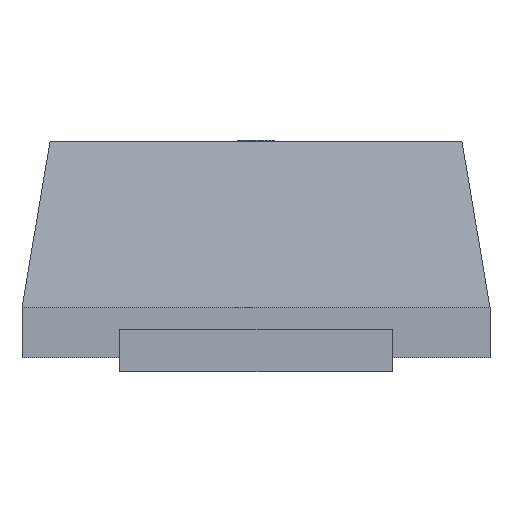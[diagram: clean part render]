
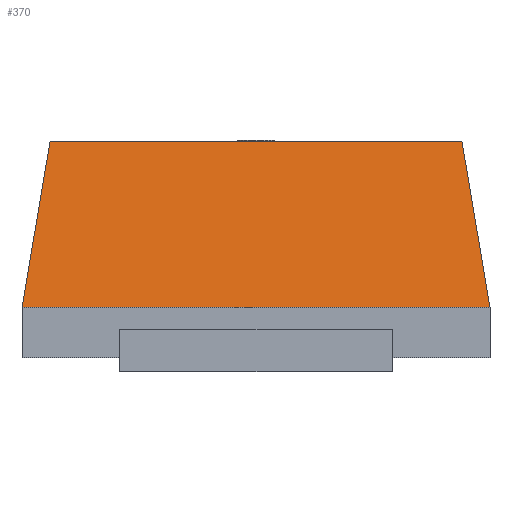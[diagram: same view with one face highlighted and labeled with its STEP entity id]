
A CAD part, left-side view. The second image highlights one B-rep face of the part: STEP entity #370.
In plain terms, the highlighted planar face has unit normal (-0.986, 0, 0.166).
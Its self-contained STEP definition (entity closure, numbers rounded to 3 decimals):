
#370=ADVANCED_FACE($,(#376),#371,.F.);
#371=PLANE($,#372);
#372=AXIS2_PLACEMENT_3D($,#373,#374,#375);
#373=CARTESIAN_POINT('Origin',(-1.346,0.851,0.234));
#374=DIRECTION('center_axis',(0.986,0.0,-0.166));
#375=DIRECTION('ref_axis',(0.,0.,1.));
#376=FACE_OUTER_BOUND($,#377,.T.);
#377=EDGE_LOOP($,(#378,#388,#398,#408));
#378=ORIENTED_EDGE($,*,*,#379,.F.);
#379=EDGE_CURVE($,#380,#382,#384,.T.);
#380=VERTEX_POINT($,#381);
#381=CARTESIAN_POINT('',(-1.346,-0.851,0.234));
#382=VERTEX_POINT($,#383);
#383=CARTESIAN_POINT('',(-1.346,0.851,0.234));
#384=LINE($,#385,#386);
#385=CARTESIAN_POINT($,(-1.346,-0.851,0.234));
#386=VECTOR($,#387,1.702);
#387=DIRECTION($,(0.0,1.0,0.0));
#388=ORIENTED_EDGE($,*,*,#389,.F.);
#389=EDGE_CURVE($,#390,#392,#394,.T.);
#390=VERTEX_POINT($,#391);
#391=CARTESIAN_POINT('',(-1.245,-0.749,0.838));
#392=VERTEX_POINT($,#381);
#394=LINE($,#395,#396);
#395=CARTESIAN_POINT($,(-1.245,-0.749,0.838));
#396=VECTOR($,#397,0.621);
#397=DIRECTION($,(-0.164,-0.164,-0.973));
#398=ORIENTED_EDGE($,*,*,#399,.F.);
#399=EDGE_CURVE($,#400,#402,#404,.T.);
#400=VERTEX_POINT($,#401);
#401=CARTESIAN_POINT('',(-1.245,0.749,0.838));
#402=VERTEX_POINT($,#391);
#404=LINE($,#405,#406);
#405=CARTESIAN_POINT($,(-1.245,0.749,0.838));
#406=VECTOR($,#407,1.499);
#407=DIRECTION($,(0.0,-1.0,0.0));
#408=ORIENTED_EDGE($,*,*,#409,.F.);
#409=EDGE_CURVE($,#410,#412,#414,.T.);
#410=VERTEX_POINT($,#383);
#412=VERTEX_POINT($,#401);
#414=LINE($,#415,#416);
#415=CARTESIAN_POINT($,(-1.346,0.851,0.234));
#416=VECTOR($,#417,0.621);
#417=DIRECTION($,(0.164,-0.164,0.973));
